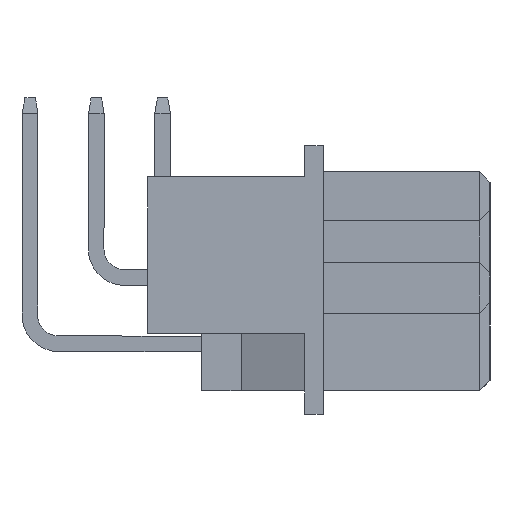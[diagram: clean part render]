
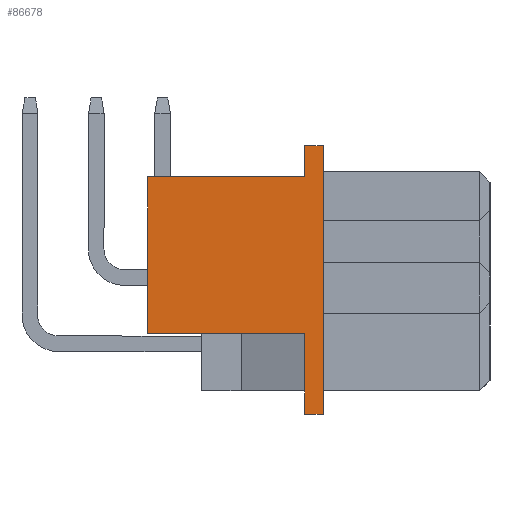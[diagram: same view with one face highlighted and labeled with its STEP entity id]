
A CAD part, left-side view. The second image highlights one B-rep face of the part: STEP entity #86678.
In plain terms, the highlighted planar face has unit normal (-1, 0, 0).
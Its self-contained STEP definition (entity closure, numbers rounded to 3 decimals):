
#525=DIRECTION('',(0.,0.,-1.));
#526=VECTOR('',#525,10.3);
#527=CARTESIAN_POINT('',(-26.69,12.8,5.2));
#528=LINE('',#527,#526);
#707=DIRECTION('',(0.,0.,-1.));
#708=VECTOR('',#707,1.2);
#709=CARTESIAN_POINT('',(-26.69,13.5,5.2));
#710=LINE('',#709,#708);
#723=DIRECTION('',(0.,-1.,0.));
#724=VECTOR('',#723,0.7);
#725=CARTESIAN_POINT('',(-26.69,13.5,5.2));
#726=LINE('',#725,#724);
#727=DIRECTION('',(0.,0.,-1.));
#728=VECTOR('',#727,3.1);
#729=CARTESIAN_POINT('',(-26.69,13.5,-2.));
#730=LINE('',#729,#728);
#731=DIRECTION('',(0.,-1.,0.));
#732=VECTOR('',#731,6.02);
#733=CARTESIAN_POINT('',(-26.69,19.52,-2.));
#734=LINE('',#733,#732);
#735=DIRECTION('',(0.,0.,-1.));
#736=VECTOR('',#735,6.);
#737=CARTESIAN_POINT('',(-26.69,19.52,4.));
#738=LINE('',#737,#736);
#739=DIRECTION('',(0.,1.,0.));
#740=VECTOR('',#739,6.02);
#741=CARTESIAN_POINT('',(-26.69,13.5,4.));
#742=LINE('',#741,#740);
#743=DIRECTION('',(0.,1.,0.));
#744=VECTOR('',#743,0.7);
#745=CARTESIAN_POINT('',(-26.69,12.8,-5.1));
#746=LINE('',#745,#744);
#67991=CARTESIAN_POINT('',(-26.69,13.5,-5.1));
#67992=VERTEX_POINT('',#67991);
#67993=CARTESIAN_POINT('',(-26.69,13.5,-2.));
#67994=VERTEX_POINT('',#67993);
#68031=CARTESIAN_POINT('',(-26.69,19.52,-2.));
#68032=VERTEX_POINT('',#68031);
#68071=CARTESIAN_POINT('',(-26.69,13.5,4.));
#68072=VERTEX_POINT('',#68071);
#68073=CARTESIAN_POINT('',(-26.69,19.52,4.));
#68074=VERTEX_POINT('',#68073);
#68103=CARTESIAN_POINT('',(-26.69,12.8,5.2));
#68104=CARTESIAN_POINT('',(-26.69,12.8,-5.1));
#68105=VERTEX_POINT('',#68103);
#68106=VERTEX_POINT('',#68104);
#68107=CARTESIAN_POINT('',(-26.69,13.5,5.2));
#68108=VERTEX_POINT('',#68107);
#86660=CARTESIAN_POINT('',(-26.69,16.16,0.05));
#86661=DIRECTION('',(1.,0.,0.));
#86662=DIRECTION('',(0.,0.,1.));
#86663=AXIS2_PLACEMENT_3D('',#86660,#86661,#86662);
#86664=PLANE('',#86663);
#86665=ORIENTED_EDGE('',*,*,#86344,.T.);
#86667=ORIENTED_EDGE('',*,*,#86666,.T.);
#86668=ORIENTED_EDGE('',*,*,#86408,.F.);
#86670=ORIENTED_EDGE('',*,*,#86669,.F.);
#86672=ORIENTED_EDGE('',*,*,#86671,.F.);
#86673=ORIENTED_EDGE('',*,*,#86556,.F.);
#86674=ORIENTED_EDGE('',*,*,#86641,.F.);
#86675=ORIENTED_EDGE('',*,*,#86655,.T.);
#86676=EDGE_LOOP('',(#86665,#86667,#86668,#86670,#86672,#86673,#86674,#86675));
#86677=FACE_OUTER_BOUND('',#86676,.F.);
#86344=EDGE_CURVE('',#68105,#68106,#528,.T.);
#86408=EDGE_CURVE('',#67994,#67992,#730,.T.);
#86556=EDGE_CURVE('',#68072,#68074,#742,.T.);
#86641=EDGE_CURVE('',#68108,#68072,#710,.T.);
#86655=EDGE_CURVE('',#68108,#68105,#726,.T.);
#86666=EDGE_CURVE('',#68106,#67992,#746,.T.);
#86669=EDGE_CURVE('',#68032,#67994,#734,.T.);
#86671=EDGE_CURVE('',#68074,#68032,#738,.T.);
#86678=ADVANCED_FACE('',(#86677),#86664,.F.);
